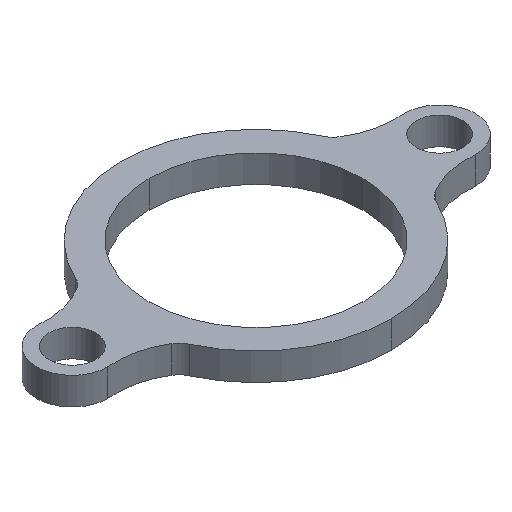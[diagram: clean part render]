
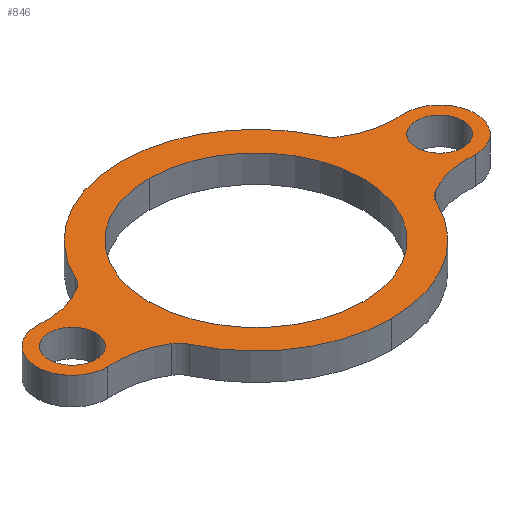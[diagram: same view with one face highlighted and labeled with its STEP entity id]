
A CAD part, isometric view. The second image highlights one B-rep face of the part: STEP entity #846.
In plain terms, the highlighted planar face has unit normal (0, 0, 1).
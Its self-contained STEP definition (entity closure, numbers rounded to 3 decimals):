
#63=CARTESIAN_POINT('Vertex',(0.,24.75,5.)) ;
#77=CARTESIAN_POINT('Vertex',(-22.464,10.39,5.)) ;
#80=CARTESIAN_POINT('Axis2P3D Location',(0.,0.,5.)) ;
#108=CARTESIAN_POINT('Vertex',(-23.984,8.671,5.)) ;
#111=CARTESIAN_POINT('Axis2P3D Location',(-26.094,12.069,5.)) ;
#139=CARTESIAN_POINT('Vertex',(-33.5,6.5,5.)) ;
#142=CARTESIAN_POINT('Axis2P3D Location',(-31.896,21.414,5.)) ;
#170=CARTESIAN_POINT('Vertex',(-40.,0.,5.)) ;
#173=CARTESIAN_POINT('Axis2P3D Location',(-33.5,0.,5.)) ;
#196=CARTESIAN_POINT('Vertex',(-33.5,-6.5,5.)) ;
#199=CARTESIAN_POINT('Axis2P3D Location',(-33.5,0.,5.)) ;
#227=CARTESIAN_POINT('Vertex',(-23.984,-8.671,5.)) ;
#230=CARTESIAN_POINT('Axis2P3D Location',(-31.896,-21.414,5.)) ;
#258=CARTESIAN_POINT('Vertex',(-22.464,-10.39,5.)) ;
#261=CARTESIAN_POINT('Axis2P3D Location',(-26.094,-12.069,5.)) ;
#284=CARTESIAN_POINT('Vertex',(0.,-24.75,5.)) ;
#287=CARTESIAN_POINT('Axis2P3D Location',(0.,0.,5.)) ;
#315=CARTESIAN_POINT('Vertex',(22.464,-10.39,5.)) ;
#318=CARTESIAN_POINT('Axis2P3D Location',(0.,0.,5.)) ;
#346=CARTESIAN_POINT('Vertex',(23.984,-8.671,5.)) ;
#349=CARTESIAN_POINT('Axis2P3D Location',(26.094,-12.069,5.)) ;
#377=CARTESIAN_POINT('Vertex',(33.5,-6.5,5.)) ;
#380=CARTESIAN_POINT('Axis2P3D Location',(31.896,-21.414,5.)) ;
#408=CARTESIAN_POINT('Vertex',(40.,0.,5.)) ;
#411=CARTESIAN_POINT('Axis2P3D Location',(33.5,0.,5.)) ;
#439=CARTESIAN_POINT('Vertex',(33.5,6.5,5.)) ;
#442=CARTESIAN_POINT('Axis2P3D Location',(33.5,0.,5.)) ;
#470=CARTESIAN_POINT('Vertex',(23.984,8.671,5.)) ;
#473=CARTESIAN_POINT('Axis2P3D Location',(31.896,21.414,5.)) ;
#501=CARTESIAN_POINT('Vertex',(22.464,10.39,5.)) ;
#504=CARTESIAN_POINT('Axis2P3D Location',(26.094,12.069,5.)) ;
#521=CARTESIAN_POINT('Axis2P3D Location',(0.,0.,5.)) ;
#538=CARTESIAN_POINT('Axis2P3D Location',(0.,0.,5.)) ;
#542=CARTESIAN_POINT('Vertex',(19.5,0.,5.)) ;
#544=CARTESIAN_POINT('Vertex',(0.,19.5,5.)) ;
#573=CARTESIAN_POINT('Axis2P3D Location',(0.,0.,5.)) ;
#577=CARTESIAN_POINT('Vertex',(0.,-19.5,5.)) ;
#604=CARTESIAN_POINT('Axis2P3D Location',(0.,0.,5.)) ;
#608=CARTESIAN_POINT('Vertex',(-19.5,0.,5.)) ;
#630=CARTESIAN_POINT('Axis2P3D Location',(0.,0.,5.)) ;
#652=CARTESIAN_POINT('Axis2P3D Location',(-33.5,0.,5.)) ;
#656=CARTESIAN_POINT('Vertex',(-29.25,0.,5.)) ;
#658=CARTESIAN_POINT('Vertex',(-37.75,0.,5.)) ;
#692=CARTESIAN_POINT('Axis2P3D Location',(-33.5,0.,5.)) ;
#714=CARTESIAN_POINT('Axis2P3D Location',(33.5,0.,5.)) ;
#718=CARTESIAN_POINT('Vertex',(29.25,0.,5.)) ;
#720=CARTESIAN_POINT('Vertex',(37.75,0.,5.)) ;
#754=CARTESIAN_POINT('Axis2P3D Location',(33.5,0.,5.)) ;
#809=CARTESIAN_POINT('Axis2P3D Location',(0.,0.,5.)) ;
#81=DIRECTION('Axis2P3D Direction',(0.,0.,1.)) ;
#112=DIRECTION('Axis2P3D Direction',(0.,0.,1.)) ;
#143=DIRECTION('Axis2P3D Direction',(0.,0.,1.)) ;
#174=DIRECTION('Axis2P3D Direction',(0.,0.,1.)) ;
#200=DIRECTION('Axis2P3D Direction',(0.,0.,1.)) ;
#231=DIRECTION('Axis2P3D Direction',(0.,0.,1.)) ;
#262=DIRECTION('Axis2P3D Direction',(0.,0.,1.)) ;
#288=DIRECTION('Axis2P3D Direction',(0.,0.,1.)) ;
#319=DIRECTION('Axis2P3D Direction',(0.,0.,1.)) ;
#350=DIRECTION('Axis2P3D Direction',(0.,0.,1.)) ;
#381=DIRECTION('Axis2P3D Direction',(0.,0.,1.)) ;
#412=DIRECTION('Axis2P3D Direction',(0.,0.,1.)) ;
#443=DIRECTION('Axis2P3D Direction',(0.,0.,1.)) ;
#474=DIRECTION('Axis2P3D Direction',(0.,0.,1.)) ;
#505=DIRECTION('Axis2P3D Direction',(0.,0.,1.)) ;
#522=DIRECTION('Axis2P3D Direction',(0.,0.,1.)) ;
#539=DIRECTION('Axis2P3D Direction',(0.,0.,1.)) ;
#574=DIRECTION('Axis2P3D Direction',(0.,0.,1.)) ;
#605=DIRECTION('Axis2P3D Direction',(0.,0.,1.)) ;
#631=DIRECTION('Axis2P3D Direction',(0.,0.,1.)) ;
#653=DIRECTION('Axis2P3D Direction',(0.,0.,1.)) ;
#693=DIRECTION('Axis2P3D Direction',(0.,0.,1.)) ;
#715=DIRECTION('Axis2P3D Direction',(0.,0.,1.)) ;
#755=DIRECTION('Axis2P3D Direction',(0.,0.,1.)) ;
#810=DIRECTION('Axis2P3D Direction',(0.,0.,1.)) ;
#811=DIRECTION('Axis2P3D XDirection',(1.,0.,0.)) ;
#82=AXIS2_PLACEMENT_3D('Circle Axis2P3D',#80,#81,$) ;
#113=AXIS2_PLACEMENT_3D('Circle Axis2P3D',#111,#112,$) ;
#144=AXIS2_PLACEMENT_3D('Circle Axis2P3D',#142,#143,$) ;
#175=AXIS2_PLACEMENT_3D('Circle Axis2P3D',#173,#174,$) ;
#201=AXIS2_PLACEMENT_3D('Circle Axis2P3D',#199,#200,$) ;
#232=AXIS2_PLACEMENT_3D('Circle Axis2P3D',#230,#231,$) ;
#263=AXIS2_PLACEMENT_3D('Circle Axis2P3D',#261,#262,$) ;
#289=AXIS2_PLACEMENT_3D('Circle Axis2P3D',#287,#288,$) ;
#320=AXIS2_PLACEMENT_3D('Circle Axis2P3D',#318,#319,$) ;
#351=AXIS2_PLACEMENT_3D('Circle Axis2P3D',#349,#350,$) ;
#382=AXIS2_PLACEMENT_3D('Circle Axis2P3D',#380,#381,$) ;
#413=AXIS2_PLACEMENT_3D('Circle Axis2P3D',#411,#412,$) ;
#444=AXIS2_PLACEMENT_3D('Circle Axis2P3D',#442,#443,$) ;
#475=AXIS2_PLACEMENT_3D('Circle Axis2P3D',#473,#474,$) ;
#506=AXIS2_PLACEMENT_3D('Circle Axis2P3D',#504,#505,$) ;
#523=AXIS2_PLACEMENT_3D('Circle Axis2P3D',#521,#522,$) ;
#540=AXIS2_PLACEMENT_3D('Circle Axis2P3D',#538,#539,$) ;
#575=AXIS2_PLACEMENT_3D('Circle Axis2P3D',#573,#574,$) ;
#606=AXIS2_PLACEMENT_3D('Circle Axis2P3D',#604,#605,$) ;
#632=AXIS2_PLACEMENT_3D('Circle Axis2P3D',#630,#631,$) ;
#654=AXIS2_PLACEMENT_3D('Circle Axis2P3D',#652,#653,$) ;
#694=AXIS2_PLACEMENT_3D('Circle Axis2P3D',#692,#693,$) ;
#716=AXIS2_PLACEMENT_3D('Circle Axis2P3D',#714,#715,$) ;
#756=AXIS2_PLACEMENT_3D('Circle Axis2P3D',#754,#755,$) ;
#812=AXIS2_PLACEMENT_3D('Plane Axis2P3D',#809,#810,#811) ;
#815=ORIENTED_EDGE('',*,*,#84,.T.) ;
#816=ORIENTED_EDGE('',*,*,#115,.T.) ;
#817=ORIENTED_EDGE('',*,*,#146,.T.) ;
#818=ORIENTED_EDGE('',*,*,#177,.T.) ;
#819=ORIENTED_EDGE('',*,*,#203,.T.) ;
#820=ORIENTED_EDGE('',*,*,#234,.T.) ;
#821=ORIENTED_EDGE('',*,*,#265,.T.) ;
#822=ORIENTED_EDGE('',*,*,#291,.T.) ;
#823=ORIENTED_EDGE('',*,*,#322,.T.) ;
#824=ORIENTED_EDGE('',*,*,#353,.T.) ;
#825=ORIENTED_EDGE('',*,*,#384,.T.) ;
#826=ORIENTED_EDGE('',*,*,#415,.T.) ;
#827=ORIENTED_EDGE('',*,*,#446,.T.) ;
#828=ORIENTED_EDGE('',*,*,#477,.T.) ;
#829=ORIENTED_EDGE('',*,*,#508,.T.) ;
#830=ORIENTED_EDGE('',*,*,#525,.T.) ;
#833=ORIENTED_EDGE('',*,*,#546,.F.) ;
#834=ORIENTED_EDGE('',*,*,#579,.F.) ;
#835=ORIENTED_EDGE('',*,*,#610,.F.) ;
#836=ORIENTED_EDGE('',*,*,#634,.F.) ;
#839=ORIENTED_EDGE('',*,*,#660,.F.) ;
#840=ORIENTED_EDGE('',*,*,#696,.F.) ;
#843=ORIENTED_EDGE('',*,*,#722,.F.) ;
#844=ORIENTED_EDGE('',*,*,#758,.F.) ;
#837=FACE_BOUND('',#832,.T.) ;
#841=FACE_BOUND('',#838,.T.) ;
#845=FACE_BOUND('',#842,.T.) ;
#846=ADVANCED_FACE('Corps principal',(#831,#837,#841,#845),#813,.T.) ;
#83=CIRCLE('generated circle',#82,24.75) ;
#114=CIRCLE('generated circle',#113,4.) ;
#145=CIRCLE('generated circle',#144,15.) ;
#176=CIRCLE('generated circle',#175,6.5) ;
#202=CIRCLE('generated circle',#201,6.5) ;
#233=CIRCLE('generated circle',#232,15.) ;
#264=CIRCLE('generated circle',#263,4.) ;
#290=CIRCLE('generated circle',#289,24.75) ;
#321=CIRCLE('generated circle',#320,24.75) ;
#352=CIRCLE('generated circle',#351,4.) ;
#383=CIRCLE('generated circle',#382,15.) ;
#414=CIRCLE('generated circle',#413,6.5) ;
#445=CIRCLE('generated circle',#444,6.5) ;
#476=CIRCLE('generated circle',#475,15.) ;
#507=CIRCLE('generated circle',#506,4.) ;
#524=CIRCLE('generated circle',#523,24.75) ;
#541=CIRCLE('generated circle',#540,19.5) ;
#576=CIRCLE('generated circle',#575,19.5) ;
#607=CIRCLE('generated circle',#606,19.5) ;
#633=CIRCLE('generated circle',#632,19.5) ;
#655=CIRCLE('generated circle',#654,4.25) ;
#695=CIRCLE('generated circle',#694,4.25) ;
#717=CIRCLE('generated circle',#716,4.25) ;
#757=CIRCLE('generated circle',#756,4.25) ;
#84=EDGE_CURVE('',#64,#78,#83,.T.) ;
#115=EDGE_CURVE('',#78,#109,#114,.F.) ;
#146=EDGE_CURVE('',#109,#140,#145,.F.) ;
#177=EDGE_CURVE('',#140,#171,#176,.T.) ;
#203=EDGE_CURVE('',#171,#197,#202,.T.) ;
#234=EDGE_CURVE('',#197,#228,#233,.F.) ;
#265=EDGE_CURVE('',#228,#259,#264,.F.) ;
#291=EDGE_CURVE('',#259,#285,#290,.T.) ;
#322=EDGE_CURVE('',#285,#316,#321,.T.) ;
#353=EDGE_CURVE('',#316,#347,#352,.F.) ;
#384=EDGE_CURVE('',#347,#378,#383,.F.) ;
#415=EDGE_CURVE('',#378,#409,#414,.T.) ;
#446=EDGE_CURVE('',#409,#440,#445,.T.) ;
#477=EDGE_CURVE('',#440,#471,#476,.F.) ;
#508=EDGE_CURVE('',#471,#502,#507,.F.) ;
#525=EDGE_CURVE('',#502,#64,#524,.T.) ;
#546=EDGE_CURVE('',#543,#545,#541,.T.) ;
#579=EDGE_CURVE('',#578,#543,#576,.T.) ;
#610=EDGE_CURVE('',#609,#578,#607,.T.) ;
#634=EDGE_CURVE('',#545,#609,#633,.T.) ;
#660=EDGE_CURVE('',#657,#659,#655,.T.) ;
#696=EDGE_CURVE('',#659,#657,#695,.T.) ;
#722=EDGE_CURVE('',#719,#721,#717,.T.) ;
#758=EDGE_CURVE('',#721,#719,#757,.T.) ;
#814=EDGE_LOOP('',(#815,#816,#817,#818,#819,#820,#821,#822,#823,#824,#825,#826,#827,#828,#829,#830)) ;
#832=EDGE_LOOP('',(#833,#834,#835,#836)) ;
#838=EDGE_LOOP('',(#839,#840)) ;
#842=EDGE_LOOP('',(#843,#844)) ;
#831=FACE_OUTER_BOUND('',#814,.T.) ;
#813=PLANE('Plane',#812) ;
#64=VERTEX_POINT('',#63) ;
#78=VERTEX_POINT('',#77) ;
#109=VERTEX_POINT('',#108) ;
#140=VERTEX_POINT('',#139) ;
#171=VERTEX_POINT('',#170) ;
#197=VERTEX_POINT('',#196) ;
#228=VERTEX_POINT('',#227) ;
#259=VERTEX_POINT('',#258) ;
#285=VERTEX_POINT('',#284) ;
#316=VERTEX_POINT('',#315) ;
#347=VERTEX_POINT('',#346) ;
#378=VERTEX_POINT('',#377) ;
#409=VERTEX_POINT('',#408) ;
#440=VERTEX_POINT('',#439) ;
#471=VERTEX_POINT('',#470) ;
#502=VERTEX_POINT('',#501) ;
#543=VERTEX_POINT('',#542) ;
#545=VERTEX_POINT('',#544) ;
#578=VERTEX_POINT('',#577) ;
#609=VERTEX_POINT('',#608) ;
#657=VERTEX_POINT('',#656) ;
#659=VERTEX_POINT('',#658) ;
#719=VERTEX_POINT('',#718) ;
#721=VERTEX_POINT('',#720) ;
